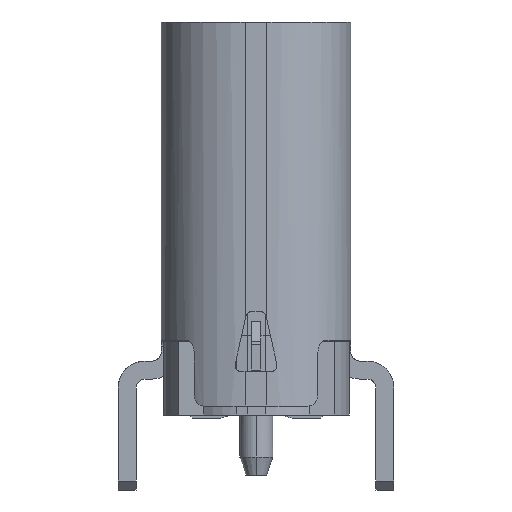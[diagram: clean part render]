
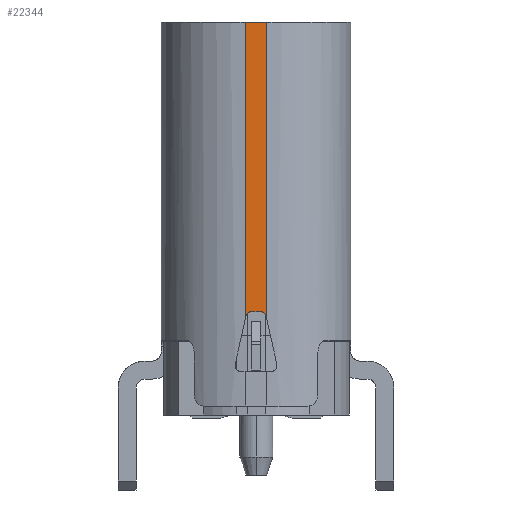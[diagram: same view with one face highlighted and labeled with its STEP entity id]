
A CAD part, left-side view. The second image highlights one B-rep face of the part: STEP entity #22344.
In plain terms, the highlighted planar face has unit normal (-1, 0, 0).
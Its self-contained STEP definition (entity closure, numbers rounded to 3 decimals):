
#100 = VERTEX_POINT ( 'NONE', #4388 ) ;
#425 = CARTESIAN_POINT ( 'NONE',  ( -4.47, -0.168, -8.303 ) ) ;
#543 = DIRECTION ( 'NONE',  ( -1., 0., 0. ) ) ;
#830 = ORIENTED_EDGE ( 'NONE', *, *, #6032, .T. ) ;
#842 = CARTESIAN_POINT ( 'NONE',  ( -4.47, 0.18, -3.4 ) ) ;
#1129 = CARTESIAN_POINT ( 'NONE',  ( -4.47, 0.168, -8.303 ) ) ;
#1151 = VECTOR ( 'NONE', #7735, 1000. ) ;
#1311 = VERTEX_POINT ( 'NONE', #9735 ) ;
#1355 = ORIENTED_EDGE ( 'NONE', *, *, #27488, .F. ) ;
#1599 = VECTOR ( 'NONE', #21488, 1000. ) ;
#2143 = ORIENTED_EDGE ( 'NONE', *, *, #15397, .T. ) ;
#3261 = VERTEX_POINT ( 'NONE', #5056 ) ;
#3751 = VECTOR ( 'NONE', #25571, 1000. ) ;
#4388 = CARTESIAN_POINT ( 'NONE',  ( -4.47, -0.168, -8.303 ) ) ;
#5056 = CARTESIAN_POINT ( 'NONE',  ( -4.47, -0.18, -8.358 ) ) ;
#5228 = LINE ( 'NONE', #26308, #13064 ) ;
#5326 = EDGE_CURVE ( 'NONE', #24053, #35850, #22950, .T. ) ;
#5961 = EDGE_CURVE ( 'NONE', #35850, #17082, #11350, .T. ) ;
#6032 = EDGE_CURVE ( 'NONE', #100, #3261, #15521, .T. ) ;
#6347 = CARTESIAN_POINT ( 'NONE',  ( -4.47, 0.18, -8.358 ) ) ;
#7735 = DIRECTION ( 'NONE',  ( 0., -1., 0. ) ) ;
#7951 = CARTESIAN_POINT ( 'NONE',  ( -4.47, 0.18, -8.358 ) ) ;
#8611 = DIRECTION ( 'NONE',  ( 0., 0., 1. ) ) ;
#8649 = ORIENTED_EDGE ( 'NONE', *, *, #24336, .T. ) ;
#9014 = LINE ( 'NONE', #22438, #1151 ) ;
#9735 = CARTESIAN_POINT ( 'NONE',  ( -4.47, -0.18, -3.4 ) ) ;
#9884 = ORIENTED_EDGE ( 'NONE', *, *, #21821, .T. ) ;
#11350 = CIRCLE ( 'NONE', #24964, 0.1 ) ;
#11600 = LINE ( 'NONE', #28554, #3751 ) ;
#13064 = VECTOR ( 'NONE', #8611, 1000. ) ;
#13598 = VERTEX_POINT ( 'NONE', #16659 ) ;
#14892 = DIRECTION ( 'NONE',  ( 1., 0., 0. ) ) ;
#15152 = CARTESIAN_POINT ( 'NONE',  ( -4.47, 0.18, -10. ) ) ;
#15179 = ORIENTED_EDGE ( 'NONE', *, *, #5961, .T. ) ;
#15306 = AXIS2_PLACEMENT_3D ( 'NONE', #17340, #38033, #20298 ) ;
#15397 = EDGE_CURVE ( 'NONE', #35078, #100, #18846, .T. ) ;
#15521 = LINE ( 'NONE', #425, #30311 ) ;
#16397 = LINE ( 'NONE', #842, #1599 ) ;
#16659 = CARTESIAN_POINT ( 'NONE',  ( -4.47, 0.18, -3.4 ) ) ;
#17082 = VERTEX_POINT ( 'NONE', #22238 ) ;
#17285 = FACE_OUTER_BOUND ( 'NONE', #33496, .T. ) ;
#17340 = CARTESIAN_POINT ( 'NONE',  ( -4.47, -0.07, -8.325 ) ) ;
#18275 = PLANE ( 'NONE',  #35446 ) ;
#18846 = CIRCLE ( 'NONE', #15306, 0.1 ) ;
#20298 = DIRECTION ( 'NONE',  ( 0., 0., 1. ) ) ;
#21197 = DIRECTION ( 'NONE',  ( 0., 0., 1. ) ) ;
#21488 = DIRECTION ( 'NONE',  ( 0., 1., 0. ) ) ;
#21821 = EDGE_CURVE ( 'NONE', #1311, #13598, #16397, .T. ) ;
#21954 = ORIENTED_EDGE ( 'NONE', *, *, #5326, .T. ) ;
#22238 = CARTESIAN_POINT ( 'NONE',  ( -4.47, 0.07, -8.225 ) ) ;
#22344 = ADVANCED_FACE ( 'NONE', ( #17285 ), #18275, .T. ) ;
#22438 = CARTESIAN_POINT ( 'NONE',  ( -4.47, 0.18, -8.225 ) ) ;
#22807 = DIRECTION ( 'NONE',  ( 0., -0.22, 0.976 ) ) ;
#22950 = LINE ( 'NONE', #7951, #29902 ) ;
#24053 = VERTEX_POINT ( 'NONE', #6347 ) ;
#24336 = EDGE_CURVE ( 'NONE', #17082, #35078, #9014, .T. ) ;
#24964 = AXIS2_PLACEMENT_3D ( 'NONE', #32597, #14892, #35612 ) ;
#25571 = DIRECTION ( 'NONE',  ( 0., 0., -1. ) ) ;
#26308 = CARTESIAN_POINT ( 'NONE',  ( -4.47, 0.18, -10. ) ) ;
#27488 = EDGE_CURVE ( 'NONE', #1311, #3261, #11600, .T. ) ;
#28554 = CARTESIAN_POINT ( 'NONE',  ( -4.47, -0.18, -10. ) ) ;
#29902 = VECTOR ( 'NONE', #22807, 1000. ) ;
#30311 = VECTOR ( 'NONE', #35863, 1000. ) ;
#32597 = CARTESIAN_POINT ( 'NONE',  ( -4.47, 0.07, -8.325 ) ) ;
#32771 = EDGE_CURVE ( 'NONE', #24053, #13598, #5228, .T. ) ;
#33496 = EDGE_LOOP ( 'NONE', ( #2143, #830, #1355, #9884, #36576, #21954, #15179, #8649 ) ) ;
#35078 = VERTEX_POINT ( 'NONE', #35860 ) ;
#35446 = AXIS2_PLACEMENT_3D ( 'NONE', #15152, #543, #21197 ) ;
#35612 = DIRECTION ( 'NONE',  ( 0., 0., 1. ) ) ;
#35850 = VERTEX_POINT ( 'NONE', #1129 ) ;
#35860 = CARTESIAN_POINT ( 'NONE',  ( -4.47, -0.07, -8.225 ) ) ;
#35863 = DIRECTION ( 'NONE',  ( 0., -0.22, -0.976 ) ) ;
#36576 = ORIENTED_EDGE ( 'NONE', *, *, #32771, .F. ) ;
#38033 = DIRECTION ( 'NONE',  ( 1., 0., 0. ) ) ;
